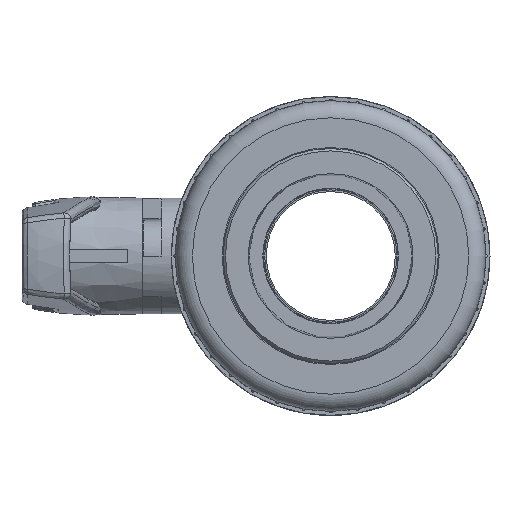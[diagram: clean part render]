
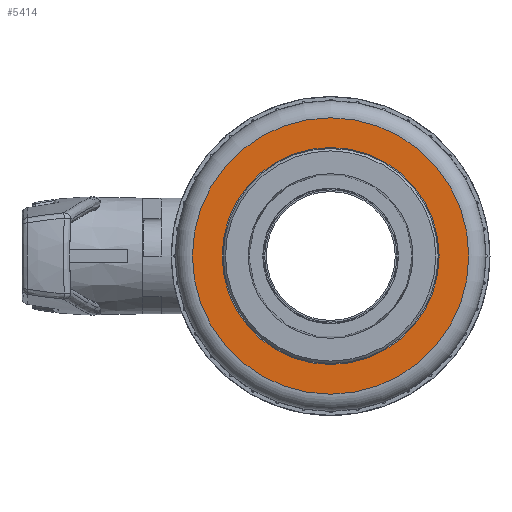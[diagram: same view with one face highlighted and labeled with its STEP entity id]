
A CAD part, left-side view. The second image highlights one B-rep face of the part: STEP entity #5414.
In plain terms, the highlighted planar face has unit normal (-1, 0, 0).
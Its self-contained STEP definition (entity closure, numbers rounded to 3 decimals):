
#4802=PLANE('',#18848);
#5414=ADVANCED_FACE('',(#6696,#6697),#4802,.F.);
#6696=FACE_BOUND('',#7132,.T.);
#6697=FACE_BOUND('',#7133,.T.);
#7132=EDGE_LOOP('',(#8844));
#7133=EDGE_LOOP('',(#8845));
#8844=ORIENTED_EDGE('',*,*,#15544,.T.);
#8845=ORIENTED_EDGE('',*,*,#15545,.T.);
#13693=VERTEX_POINT('',#27183);
#13694=VERTEX_POINT('',#27185);
#15544=EDGE_CURVE('',#13693,#13693,#17933,.T.);
#15545=EDGE_CURVE('',#13694,#13694,#17934,.T.);
#17933=CIRCLE('',#18846,22.277);
#17934=CIRCLE('',#18847,17.493);
#18846=AXIS2_PLACEMENT_3D('',#27182,#21071,#21072);
#18847=AXIS2_PLACEMENT_3D('',#27184,#21073,#21074);
#18848=AXIS2_PLACEMENT_3D('',#27186,#21075,#21076);
#21071=DIRECTION('',(-1.,0.,0.));
#21072=DIRECTION('',(0.,1.,0.));
#21073=DIRECTION('',(1.,0.,0.));
#21074=DIRECTION('',(0.,0.,-1.));
#21075=DIRECTION('',(1.,0.,0.));
#21076=DIRECTION('',(0.,-1.,0.));
#27182=CARTESIAN_POINT('',(-979.84,-1.25,0.));
#27183=CARTESIAN_POINT('',(-979.84,21.027,0.));
#27184=CARTESIAN_POINT('',(-979.84,-1.25,0.));
#27185=CARTESIAN_POINT('',(-979.84,-1.25,-17.493));
#27186=CARTESIAN_POINT('',(-979.84,23.76,0.));
